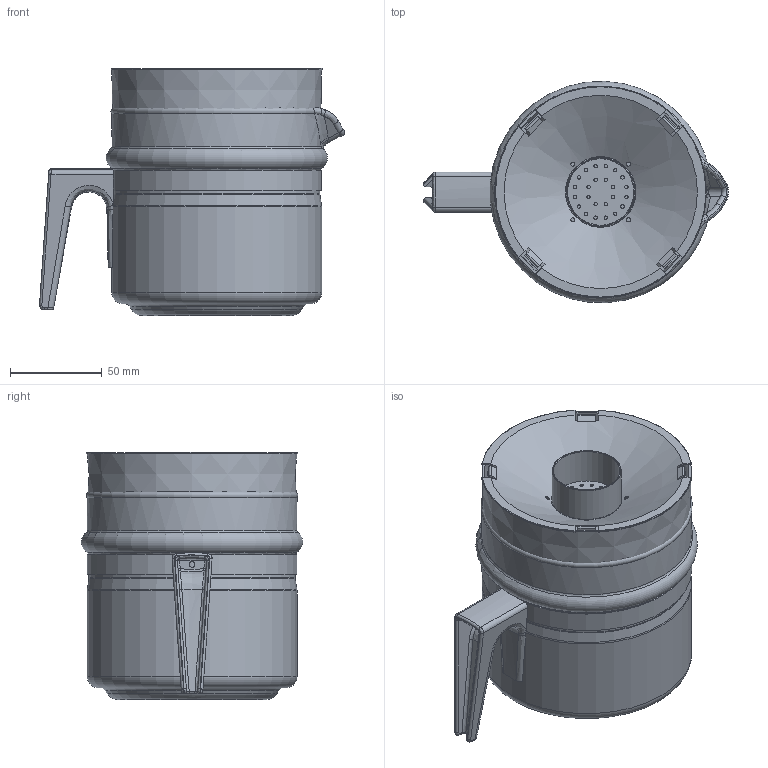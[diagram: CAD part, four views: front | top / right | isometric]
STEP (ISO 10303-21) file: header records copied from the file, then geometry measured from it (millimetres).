
FILE_DESCRIPTION(/* description */ ('Unknown'),/* implementation_level */ '2;1');
FILE_NAME(/* name */ 'Coffee Pot',/* time_stamp */ '2021-10-06T14:20:30+01:00',/* author */ ('Unknown'),/* organization */ ('Unknown'),/* preprocessor_version */ 'ST-DEVELOPER v16.7',/* originating_system */ 'Solid Edge',/* authorisation */ 'Unknown');
FILE_SCHEMA (('AUTOMOTIVE_DESIGN {1 0 10303 214 3 1 1}'));
Length unit declared in the file: millimetre
Products named in the file (7): Coffee Pot; Strap Handle; handle; strainer; Strainer Body; Strainer Top
Assembly tree (6 placements, depth 3):
  Coffee Pot
    Coffee Pot
    Strap Handle
    handle
    strainer
      Strainer Body
      Strainer Top
Bounding box: 166.03 x 120.47 x 134.49 mm (x, y, z)
Volume: 214318.4 mm3; surface area: 197930.5 mm2
Topology: 5 solids, 5 shells, 503 faces, 1375 edges, 884 vertices
Faces by surface type: plane 209, cylinder 170, bspline 80, torus 26, cone 16, sphere 2
Full cylindrical faces by diameter (mm): 1.524 x1, 1.854 x24, 2.184 x4, 3.175 x2, 36.162 x1, 37.686 x1, 105.918 x1, 107.95 x1, 112.268 x1, 114.3 x1
Entity records: 17921 total; most frequent: CARTESIAN_POINT 5663, ORIENTED_EDGE 2526, DIRECTION 2370, EDGE_CURVE 1263, AXIS2_PLACEMENT_3D 894, VERTEX_POINT 838, EDGE_LOOP 699, FACE_BOUND 699
